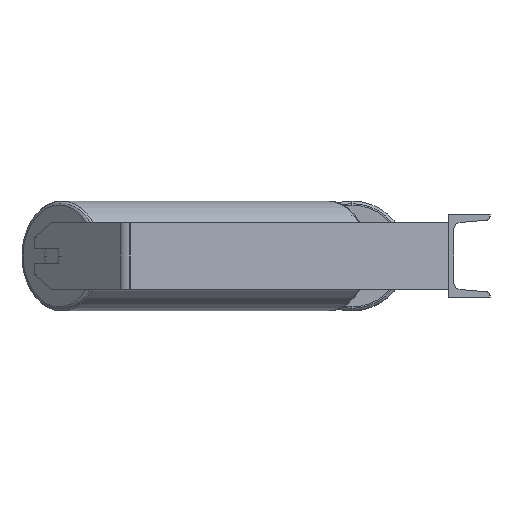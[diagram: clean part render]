
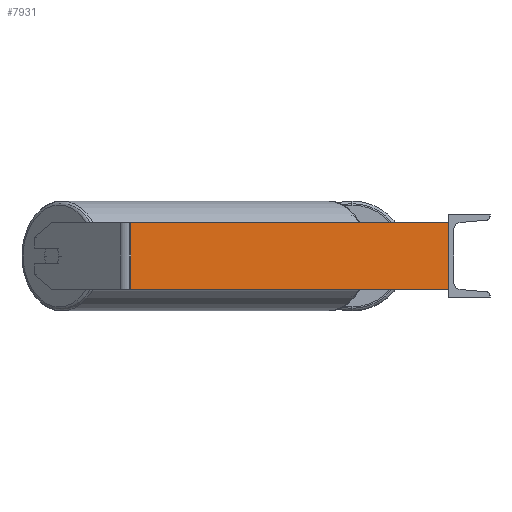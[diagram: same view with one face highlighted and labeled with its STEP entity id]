
A CAD part, left-side view. The second image highlights one B-rep face of the part: STEP entity #7931.
In plain terms, the highlighted planar face has unit normal (-0.996, -0.087, 0).
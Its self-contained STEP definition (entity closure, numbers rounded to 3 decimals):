
#84 = CARTESIAN_POINT ( 'NONE',  ( -718.684, 385.011, -40. ) ) ;
#404 = EDGE_CURVE ( 'NONE', #8673, #4474, #4496, .T. ) ;
#532 = VECTOR ( 'NONE', #2576, 1000. ) ;
#751 = EDGE_CURVE ( 'NONE', #4789, #3345, #6269, .T. ) ;
#775 = PLANE ( 'NONE',  #5655 ) ;
#1240 = LINE ( 'NONE', #2631, #532 ) ;
#1428 = CARTESIAN_POINT ( 'NONE',  ( -718.684, 385.011, 40. ) ) ;
#1515 = CARTESIAN_POINT ( 'NONE',  ( -685., 0., 40. ) ) ;
#1519 = CARTESIAN_POINT ( 'NONE',  ( -719.334, 392.444, 40. ) ) ;
#1907 = CARTESIAN_POINT ( 'NONE',  ( -685., 0., -40. ) ) ;
#2265 = FACE_OUTER_BOUND ( 'NONE', #6143, .T. ) ;
#2576 = DIRECTION ( 'NONE',  ( 0.087, -0.996, 0. ) ) ;
#2631 = CARTESIAN_POINT ( 'NONE',  ( -719.334, 392.444, 40. ) ) ;
#2767 = EDGE_CURVE ( 'NONE', #4789, #8673, #1240, .T. ) ;
#2962 = ORIENTED_EDGE ( 'NONE', *, *, #8556, .T. ) ;
#3159 = ORIENTED_EDGE ( 'NONE', *, *, #2767, .F. ) ;
#3337 = VECTOR ( 'NONE', #5145, 1000. ) ;
#3345 = VERTEX_POINT ( 'NONE', #84 ) ;
#3592 = VECTOR ( 'NONE', #5865, 1000. ) ;
#3596 = VECTOR ( 'NONE', #3762, 1000. ) ;
#3762 = DIRECTION ( 'NONE',  ( 0., 0., -1. ) ) ;
#4474 = VERTEX_POINT ( 'NONE', #1907 ) ;
#4496 = LINE ( 'NONE', #1515, #3592 ) ;
#4789 = VERTEX_POINT ( 'NONE', #1428 ) ;
#5012 = DIRECTION ( 'NONE',  ( 0.996, 0.087, 0. ) ) ;
#5145 = DIRECTION ( 'NONE',  ( 0.087, -0.996, 0. ) ) ;
#5655 = AXIS2_PLACEMENT_3D ( 'NONE', #1519, #5012, #7832 ) ;
#5865 = DIRECTION ( 'NONE',  ( 0., 0., -1. ) ) ;
#6143 = EDGE_LOOP ( 'NONE', ( #2962, #7150, #3159, #6477 ) ) ;
#6166 = CARTESIAN_POINT ( 'NONE',  ( -718.684, 385.011, 40. ) ) ;
#6269 = LINE ( 'NONE', #6166, #3596 ) ;
#6342 = CARTESIAN_POINT ( 'NONE',  ( -685., 0., 40. ) ) ;
#6477 = ORIENTED_EDGE ( 'NONE', *, *, #751, .T. ) ;
#7150 = ORIENTED_EDGE ( 'NONE', *, *, #404, .F. ) ;
#7225 = CARTESIAN_POINT ( 'NONE',  ( -719.334, 392.444, -40. ) ) ;
#7311 = LINE ( 'NONE', #7225, #3337 ) ;
#7832 = DIRECTION ( 'NONE',  ( -0.087, 0.996, 0. ) ) ;
#7931 = ADVANCED_FACE ( 'NONE', ( #2265 ), #775, .F. ) ;
#8556 = EDGE_CURVE ( 'NONE', #3345, #4474, #7311, .T. ) ;
#8673 = VERTEX_POINT ( 'NONE', #6342 ) ;
